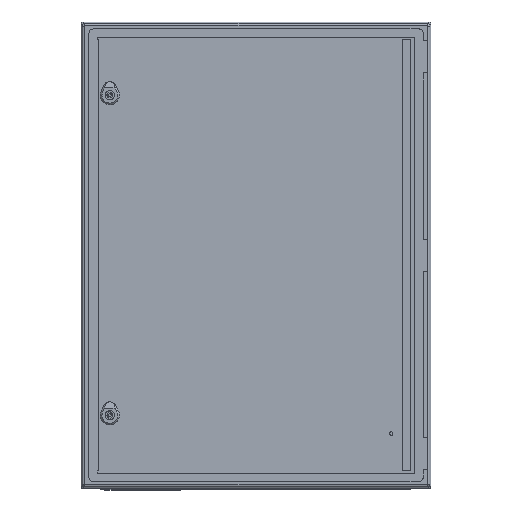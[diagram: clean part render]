
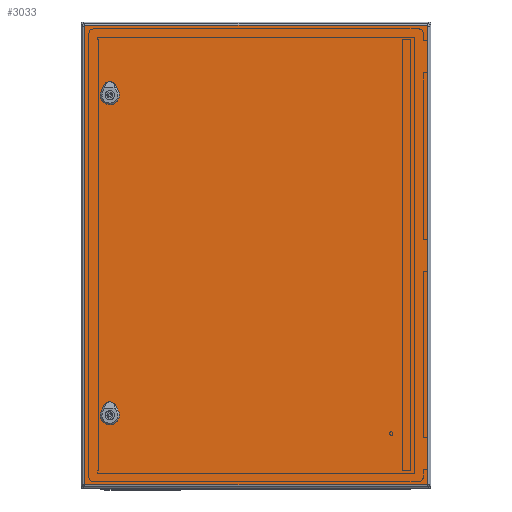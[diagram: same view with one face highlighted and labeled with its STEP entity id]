
A CAD part, top view. The second image highlights one B-rep face of the part: STEP entity #3033.
In plain terms, the highlighted face is planar.
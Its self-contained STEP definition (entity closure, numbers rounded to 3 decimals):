
#1689=FACE_BOUND('',#4752,.T.);
#1690=FACE_BOUND('',#4753,.T.);
#1691=FACE_BOUND('',#4754,.T.);
#2460=CIRCLE('',#13538,1.);
#2461=CIRCLE('',#13539,1.);
#2462=CIRCLE('',#13540,1.);
#2463=CIRCLE('',#13541,1.);
#2464=CIRCLE('',#13542,11.25);
#2465=CIRCLE('',#13543,11.25);
#2466=CIRCLE('',#13544,11.25);
#2467=CIRCLE('',#13545,11.25);
#2468=CIRCLE('',#13546,11.25);
#2469=CIRCLE('',#13547,11.25);
#2470=CIRCLE('',#13548,11.25);
#2471=CIRCLE('',#13549,11.25);
#3033=ADVANCED_FACE('',(#1689,#1690,#1691),#3437,.F.);
#3437=PLANE('',#13550);
#4752=EDGE_LOOP('',(#7004,#7005,#7006,#7007,#7008,#7009,#7010,#7011));
#4753=EDGE_LOOP('',(#7012,#7013,#7014,#7015,#7016,#7017,#7018,#7019));
#4754=EDGE_LOOP('',(#7020,#7021,#7022,#7023,#7024,#7025,#7026,#7027));
#7004=ORIENTED_EDGE('',*,*,#10346,.F.);
#7005=ORIENTED_EDGE('',*,*,#10347,.F.);
#7006=ORIENTED_EDGE('',*,*,#10348,.F.);
#7007=ORIENTED_EDGE('',*,*,#10349,.F.);
#7008=ORIENTED_EDGE('',*,*,#10350,.F.);
#7009=ORIENTED_EDGE('',*,*,#10351,.F.);
#7010=ORIENTED_EDGE('',*,*,#10352,.F.);
#7011=ORIENTED_EDGE('',*,*,#10353,.F.);
#7012=ORIENTED_EDGE('',*,*,#10354,.T.);
#7013=ORIENTED_EDGE('',*,*,#10355,.T.);
#7014=ORIENTED_EDGE('',*,*,#10356,.T.);
#7015=ORIENTED_EDGE('',*,*,#10357,.T.);
#7016=ORIENTED_EDGE('',*,*,#10358,.T.);
#7017=ORIENTED_EDGE('',*,*,#10359,.T.);
#7018=ORIENTED_EDGE('',*,*,#10360,.T.);
#7019=ORIENTED_EDGE('',*,*,#10361,.T.);
#7020=ORIENTED_EDGE('',*,*,#10362,.F.);
#7021=ORIENTED_EDGE('',*,*,#10363,.F.);
#7022=ORIENTED_EDGE('',*,*,#10364,.F.);
#7023=ORIENTED_EDGE('',*,*,#10365,.F.);
#7024=ORIENTED_EDGE('',*,*,#10366,.F.);
#7025=ORIENTED_EDGE('',*,*,#10367,.F.);
#7026=ORIENTED_EDGE('',*,*,#10368,.F.);
#7027=ORIENTED_EDGE('',*,*,#10369,.F.);
#8980=VERTEX_POINT('',#20014);
#8981=VERTEX_POINT('',#20015);
#8982=VERTEX_POINT('',#20017);
#8983=VERTEX_POINT('',#20019);
#8984=VERTEX_POINT('',#20021);
#8985=VERTEX_POINT('',#20023);
#8986=VERTEX_POINT('',#20025);
#8987=VERTEX_POINT('',#20027);
#8988=VERTEX_POINT('',#20030);
#8989=VERTEX_POINT('',#20031);
#8990=VERTEX_POINT('',#20033);
#8991=VERTEX_POINT('',#20035);
#8992=VERTEX_POINT('',#20037);
#8993=VERTEX_POINT('',#20039);
#8994=VERTEX_POINT('',#20041);
#8995=VERTEX_POINT('',#20043);
#8996=VERTEX_POINT('',#20046);
#8997=VERTEX_POINT('',#20047);
#8998=VERTEX_POINT('',#20049);
#8999=VERTEX_POINT('',#20051);
#9000=VERTEX_POINT('',#20053);
#9001=VERTEX_POINT('',#20055);
#9002=VERTEX_POINT('',#20057);
#9003=VERTEX_POINT('',#20059);
#10346=EDGE_CURVE('',#8980,#8981,#2460,.T.);
#10347=EDGE_CURVE('',#8982,#8980,#11454,.T.);
#10348=EDGE_CURVE('',#8983,#8982,#2461,.T.);
#10349=EDGE_CURVE('',#8984,#8983,#11455,.T.);
#10350=EDGE_CURVE('',#8985,#8984,#2462,.T.);
#10351=EDGE_CURVE('',#8986,#8985,#11456,.T.);
#10352=EDGE_CURVE('',#8987,#8986,#2463,.T.);
#10353=EDGE_CURVE('',#8981,#8987,#11457,.T.);
#10354=EDGE_CURVE('',#8988,#8989,#11458,.T.);
#10355=EDGE_CURVE('',#8989,#8990,#2464,.T.);
#10356=EDGE_CURVE('',#8990,#8991,#11459,.T.);
#10357=EDGE_CURVE('',#8991,#8992,#2465,.T.);
#10358=EDGE_CURVE('',#8992,#8993,#11460,.T.);
#10359=EDGE_CURVE('',#8993,#8994,#2466,.T.);
#10360=EDGE_CURVE('',#8994,#8995,#11461,.T.);
#10361=EDGE_CURVE('',#8995,#8988,#2467,.T.);
#10362=EDGE_CURVE('',#8996,#8997,#2468,.T.);
#10363=EDGE_CURVE('',#8998,#8996,#11462,.T.);
#10364=EDGE_CURVE('',#8999,#8998,#2469,.T.);
#10365=EDGE_CURVE('',#9000,#8999,#11463,.T.);
#10366=EDGE_CURVE('',#9001,#9000,#2470,.T.);
#10367=EDGE_CURVE('',#9002,#9001,#11464,.T.);
#10368=EDGE_CURVE('',#9003,#9002,#2471,.T.);
#10369=EDGE_CURVE('',#8997,#9003,#11465,.T.);
#11454=LINE('',#20016,#12378);
#11455=LINE('',#20020,#12379);
#11456=LINE('',#20024,#12380);
#11457=LINE('',#20028,#12381);
#11458=LINE('',#20029,#12382);
#11459=LINE('',#20034,#12383);
#11460=LINE('',#20038,#12384);
#11461=LINE('',#20042,#12385);
#11462=LINE('',#20048,#12386);
#11463=LINE('',#20052,#12387);
#11464=LINE('',#20056,#12388);
#11465=LINE('',#20060,#12389);
#12378=VECTOR('',#16255,1.);
#12379=VECTOR('',#16258,1.);
#12380=VECTOR('',#16261,1.);
#12381=VECTOR('',#16264,1.);
#12382=VECTOR('',#16265,1.);
#12383=VECTOR('',#16268,1.);
#12384=VECTOR('',#16271,1.);
#12385=VECTOR('',#16274,1.);
#12386=VECTOR('',#16279,1.);
#12387=VECTOR('',#16282,1.);
#12388=VECTOR('',#16285,1.);
#12389=VECTOR('',#16288,1.);
#13538=AXIS2_PLACEMENT_3D('',#20013,#16253,#16254);
#13539=AXIS2_PLACEMENT_3D('',#20018,#16256,#16257);
#13540=AXIS2_PLACEMENT_3D('',#20022,#16259,#16260);
#13541=AXIS2_PLACEMENT_3D('',#20026,#16262,#16263);
#13542=AXIS2_PLACEMENT_3D('',#20032,#16266,#16267);
#13543=AXIS2_PLACEMENT_3D('',#20036,#16269,#16270);
#13544=AXIS2_PLACEMENT_3D('',#20040,#16272,#16273);
#13545=AXIS2_PLACEMENT_3D('',#20044,#16275,#16276);
#13546=AXIS2_PLACEMENT_3D('',#20045,#16277,#16278);
#13547=AXIS2_PLACEMENT_3D('',#20050,#16280,#16281);
#13548=AXIS2_PLACEMENT_3D('',#20054,#16283,#16284);
#13549=AXIS2_PLACEMENT_3D('',#20058,#16286,#16287);
#13550=AXIS2_PLACEMENT_3D('',#20061,#16289,#16290);
#16253=DIRECTION('',(0.,0.,1.));
#16254=DIRECTION('',(1.,0.,0.));
#16255=DIRECTION('',(0.,-1.,0.));
#16256=DIRECTION('',(0.,0.,1.));
#16257=DIRECTION('',(1.,0.,0.));
#16258=DIRECTION('',(-1.,0.,0.));
#16259=DIRECTION('',(0.,0.,1.));
#16260=DIRECTION('',(1.,0.,0.));
#16261=DIRECTION('',(0.,1.,0.));
#16262=DIRECTION('',(0.,0.,1.));
#16263=DIRECTION('',(1.,0.,0.));
#16264=DIRECTION('',(1.,0.,0.));
#16265=DIRECTION('',(-1.,0.,0.));
#16266=DIRECTION('',(0.,0.,1.));
#16267=DIRECTION('',(1.,0.,0.));
#16268=DIRECTION('',(0.,-1.,0.));
#16269=DIRECTION('',(0.,0.,1.));
#16270=DIRECTION('',(1.,0.,0.));
#16271=DIRECTION('',(1.,0.,0.));
#16272=DIRECTION('',(0.,0.,1.));
#16273=DIRECTION('',(1.,0.,0.));
#16274=DIRECTION('',(0.,1.,0.));
#16275=DIRECTION('',(0.,0.,1.));
#16276=DIRECTION('',(1.,0.,0.));
#16277=DIRECTION('',(0.,0.,-1.));
#16278=DIRECTION('',(1.,0.,0.));
#16279=DIRECTION('',(-1.,0.,0.));
#16280=DIRECTION('',(0.,0.,-1.));
#16281=DIRECTION('',(1.,0.,0.));
#16282=DIRECTION('',(0.,-1.,0.));
#16283=DIRECTION('',(0.,0.,-1.));
#16284=DIRECTION('',(1.,0.,0.));
#16285=DIRECTION('',(1.,0.,0.));
#16286=DIRECTION('',(0.,0.,-1.));
#16287=DIRECTION('',(1.,0.,0.));
#16288=DIRECTION('',(0.,1.,0.));
#16289=DIRECTION('',(0.,0.,1.));
#16290=DIRECTION('',(1.,0.,0.));
#20013=CARTESIAN_POINT('',(-293.75,-393.,0.));
#20014=CARTESIAN_POINT('',(-294.75,-393.,0.));
#20015=CARTESIAN_POINT('',(-293.75,-394.,0.));
#20016=CARTESIAN_POINT('',(-294.75,393.,0.));
#20017=CARTESIAN_POINT('',(-294.75,393.,0.));
#20018=CARTESIAN_POINT('',(-293.75,393.,0.));
#20019=CARTESIAN_POINT('',(-293.75,394.,0.));
#20020=CARTESIAN_POINT('',(293.75,394.,0.));
#20021=CARTESIAN_POINT('',(293.75,394.,0.));
#20022=CARTESIAN_POINT('',(293.75,393.,0.));
#20023=CARTESIAN_POINT('',(294.75,393.,0.));
#20024=CARTESIAN_POINT('',(294.75,-393.,0.));
#20025=CARTESIAN_POINT('',(294.75,-393.,0.));
#20026=CARTESIAN_POINT('',(293.75,-393.,0.));
#20027=CARTESIAN_POINT('',(293.75,-394.,0.));
#20028=CARTESIAN_POINT('',(-293.75,-394.,0.));
#20029=CARTESIAN_POINT('',(-293.75,284.7,0.));
#20030=CARTESIAN_POINT('',(255.496,284.7,0.));
#20031=CARTESIAN_POINT('',(246.004,284.7,0.));
#20032=CARTESIAN_POINT('',(250.75,274.5,0.));
#20033=CARTESIAN_POINT('',(240.55,279.246,0.));
#20034=CARTESIAN_POINT('',(240.55,393.,0.));
#20035=CARTESIAN_POINT('',(240.55,269.754,0.));
#20036=CARTESIAN_POINT('',(250.75,274.5,0.));
#20037=CARTESIAN_POINT('',(246.004,264.3,0.));
#20038=CARTESIAN_POINT('',(-293.75,264.3,0.));
#20039=CARTESIAN_POINT('',(255.496,264.3,0.));
#20040=CARTESIAN_POINT('',(250.75,274.5,0.));
#20041=CARTESIAN_POINT('',(260.95,269.754,0.));
#20042=CARTESIAN_POINT('',(260.95,393.,0.));
#20043=CARTESIAN_POINT('',(260.95,279.246,0.));
#20044=CARTESIAN_POINT('',(250.75,274.5,0.));
#20045=CARTESIAN_POINT('',(250.75,-274.5,0.));
#20046=CARTESIAN_POINT('',(246.004,-284.7,0.));
#20047=CARTESIAN_POINT('',(240.55,-279.246,0.));
#20048=CARTESIAN_POINT('',(-293.75,-284.7,0.));
#20049=CARTESIAN_POINT('',(255.496,-284.7,0.));
#20050=CARTESIAN_POINT('',(250.75,-274.5,0.));
#20051=CARTESIAN_POINT('',(260.95,-279.246,0.));
#20052=CARTESIAN_POINT('',(260.95,393.,0.));
#20053=CARTESIAN_POINT('',(260.95,-269.754,0.));
#20054=CARTESIAN_POINT('',(250.75,-274.5,0.));
#20055=CARTESIAN_POINT('',(255.496,-264.3,0.));
#20056=CARTESIAN_POINT('',(-293.75,-264.3,0.));
#20057=CARTESIAN_POINT('',(246.004,-264.3,0.));
#20058=CARTESIAN_POINT('',(250.75,-274.5,0.));
#20059=CARTESIAN_POINT('',(240.55,-269.754,0.));
#20060=CARTESIAN_POINT('',(240.55,393.,0.));
#20061=CARTESIAN_POINT('',(-293.75,393.,0.));
